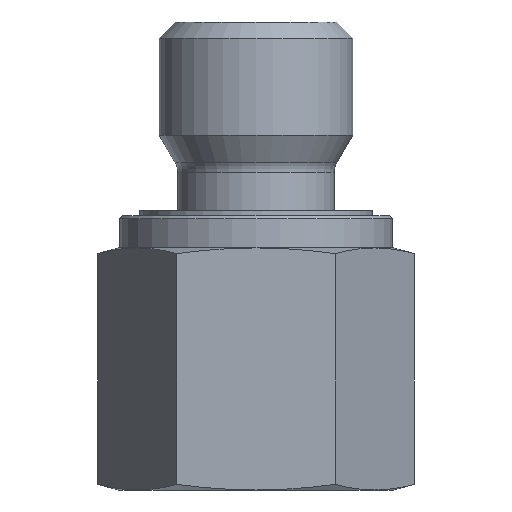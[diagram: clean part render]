
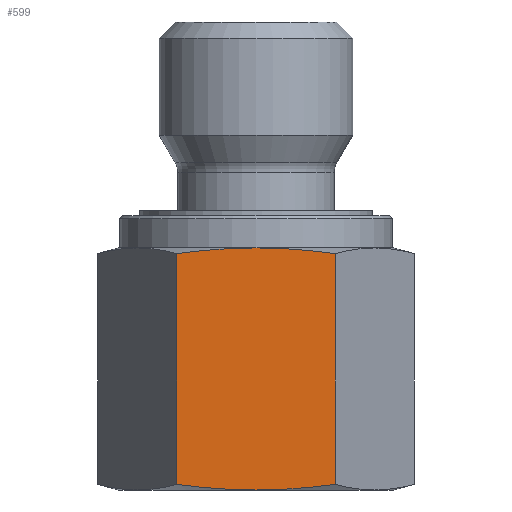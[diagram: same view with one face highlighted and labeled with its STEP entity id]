
A CAD part, left-side view. The second image highlights one B-rep face of the part: STEP entity #599.
In plain terms, the highlighted planar face has unit normal (-1, 0, 0).
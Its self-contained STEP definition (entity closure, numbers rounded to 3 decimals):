
#140=CARTESIAN_POINT('',(-8.5,-4.907,0.352));
#141=VERTEX_POINT('',#140);
#157=CARTESIAN_POINT('',(-8.5,0.,0.0));
#158=VERTEX_POINT('',#157);
#159=CARTESIAN_POINT('',(-8.5,0.,0.0));
#160=CARTESIAN_POINT('',(-8.5,-2.278,0.));
#161=CARTESIAN_POINT('',(-8.5,-4.907,0.352));
#169=(BOUNDED_CURVE()B_SPLINE_CURVE(2,(#159,#160,#161),.UNSPECIFIED.,.F.,.U.)B_SPLINE_CURVE_WITH_KNOTS((3,3),(0.984,1.536),.UNSPECIFIED.)CURVE()GEOMETRIC_REPRESENTATION_ITEM()RATIONAL_B_SPLINE_CURVE((1.0,1.069,1.061))REPRESENTATION_ITEM(''));
#170=EDGE_CURVE('',#158,#141,#169,.T.);
#367=CARTESIAN_POINT('',(-8.5,4.907,0.352));
#368=VERTEX_POINT('',#367);
#389=CARTESIAN_POINT('',(-8.5,4.907,0.352));
#390=CARTESIAN_POINT('',(-8.5,2.278,0.));
#391=CARTESIAN_POINT('',(-8.5,0.,0.0));
#399=(BOUNDED_CURVE()B_SPLINE_CURVE(2,(#389,#390,#391),.UNSPECIFIED.,.F.,.U.)B_SPLINE_CURVE_WITH_KNOTS((3,3),(0.433,0.984),.UNSPECIFIED.)CURVE()GEOMETRIC_REPRESENTATION_ITEM()RATIONAL_B_SPLINE_CURVE((1.061,1.069,1.0))REPRESENTATION_ITEM(''));
#400=EDGE_CURVE('',#368,#158,#399,.T.);
#513=CARTESIAN_POINT('',(-8.5,4.907,14.648));
#514=VERTEX_POINT('',#513);
#515=CARTESIAN_POINT('',(-8.5,4.907,0.352));
#516=DIRECTION('',(0.0,0.0,1.0));
#517=VECTOR('',#516,14.295);
#518=LINE('',#515,#517);
#519=EDGE_CURVE('',#368,#514,#518,.T.);
#553=CARTESIAN_POINT('',(-8.5,-4.907,0.0));
#554=DIRECTION('',(-1.0,0.0,0.0));
#555=DIRECTION('',(0.0,0.0,1.0));
#556=AXIS2_PLACEMENT_3D('',#553,#554,#555);
#557=PLANE('',#556);
#558=ORIENTED_EDGE('',*,*,#400,.T.);
#559=ORIENTED_EDGE('',*,*,#170,.T.);
#560=CARTESIAN_POINT('',(-8.5,-4.907,14.648));
#561=VERTEX_POINT('',#560);
#562=CARTESIAN_POINT('',(-8.5,-4.907,0.352));
#563=DIRECTION('',(0.0,0.0,1.0));
#564=VECTOR('',#563,14.295);
#565=LINE('',#562,#564);
#566=EDGE_CURVE('',#141,#561,#565,.T.);
#567=ORIENTED_EDGE('',*,*,#566,.T.);
#568=CARTESIAN_POINT('',(-8.5,0.,15.));
#569=VERTEX_POINT('',#568);
#570=CARTESIAN_POINT('',(-8.5,-4.907,14.648));
#571=CARTESIAN_POINT('',(-8.5,-2.278,15.));
#572=CARTESIAN_POINT('',(-8.5,0.,15.));
#580=(BOUNDED_CURVE()B_SPLINE_CURVE(2,(#570,#571,#572),.UNSPECIFIED.,.F.,.U.)B_SPLINE_CURVE_WITH_KNOTS((3,3),(0.433,0.984),.UNSPECIFIED.)CURVE()GEOMETRIC_REPRESENTATION_ITEM()RATIONAL_B_SPLINE_CURVE((1.061,1.069,1.0))REPRESENTATION_ITEM(''));
#581=EDGE_CURVE('',#561,#569,#580,.T.);
#582=ORIENTED_EDGE('',*,*,#581,.T.);
#583=CARTESIAN_POINT('',(-8.5,0.,15.));
#584=CARTESIAN_POINT('',(-8.5,2.278,15.));
#585=CARTESIAN_POINT('',(-8.5,4.907,14.648));
#593=(BOUNDED_CURVE()B_SPLINE_CURVE(2,(#583,#584,#585),.UNSPECIFIED.,.F.,.U.)B_SPLINE_CURVE_WITH_KNOTS((3,3),(0.984,1.536),.UNSPECIFIED.)CURVE()GEOMETRIC_REPRESENTATION_ITEM()RATIONAL_B_SPLINE_CURVE((1.0,1.069,1.061))REPRESENTATION_ITEM(''));
#594=EDGE_CURVE('',#569,#514,#593,.T.);
#595=ORIENTED_EDGE('',*,*,#594,.T.);
#596=ORIENTED_EDGE('',*,*,#519,.F.);
#597=EDGE_LOOP('',(#558,#559,#567,#582,#595,#596));
#598=FACE_OUTER_BOUND('',#597,.T.);
#599=ADVANCED_FACE('',(#598),#557,.T.);
